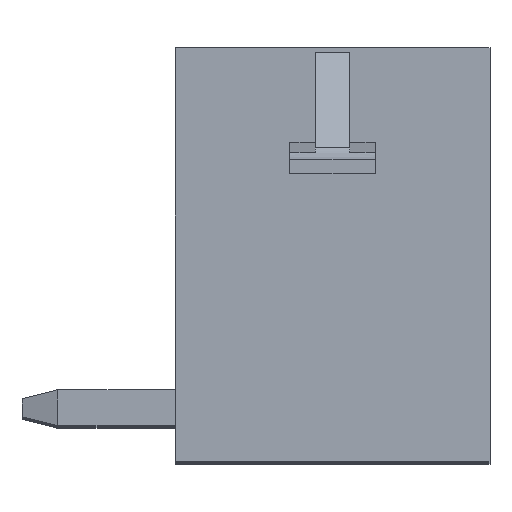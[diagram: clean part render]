
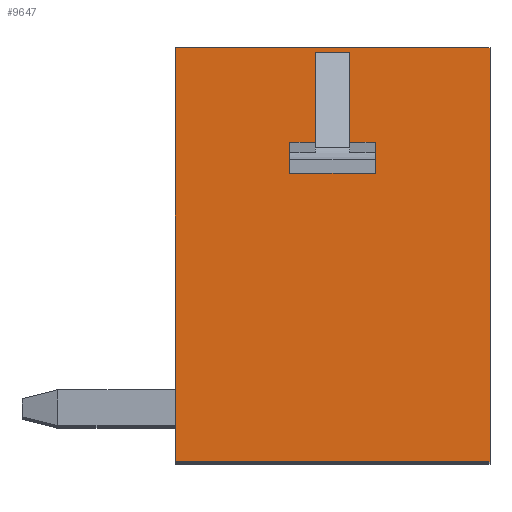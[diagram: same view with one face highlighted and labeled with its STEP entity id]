
A CAD part, top view. The second image highlights one B-rep face of the part: STEP entity #9647.
In plain terms, the highlighted planar face has unit normal (0, 0, 1).
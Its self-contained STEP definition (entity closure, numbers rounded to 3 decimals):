
#1628=DIRECTION('',(1.,0.,0.));
#1629=VECTOR('',#1628,7.);
#1630=CARTESIAN_POINT('',(-3.6,-3.853,0.));
#1631=LINE('',#1630,#1629);
#1632=DIRECTION('',(0.,-1.,0.));
#1633=VECTOR('',#1632,9.2);
#1634=CARTESIAN_POINT('',(-3.6,5.347,0.));
#1635=LINE('',#1634,#1633);
#1636=DIRECTION('',(-1.,0.,0.));
#1637=VECTOR('',#1636,7.);
#1638=CARTESIAN_POINT('',(3.4,5.347,0.));
#1639=LINE('',#1638,#1637);
#1640=DIRECTION('',(0.,1.,0.));
#1641=VECTOR('',#1640,9.2);
#1642=CARTESIAN_POINT('',(3.4,-3.853,0.));
#1643=LINE('',#1642,#1641);
#1644=DIRECTION('',(0.,1.,0.));
#1645=VECTOR('',#1644,0.495);
#1646=CARTESIAN_POINT('',(0.85,2.747,0.));
#1647=LINE('',#1646,#1645);
#1648=DIRECTION('',(-1.,0.,0.));
#1649=VECTOR('',#1648,0.76);
#1650=CARTESIAN_POINT('',(0.28,5.244,0.));
#1651=LINE('',#1650,#1649);
#1652=DIRECTION('',(1.,0.,0.));
#1653=VECTOR('',#1652,0.57);
#1654=CARTESIAN_POINT('',(-1.05,3.242,0.));
#1655=LINE('',#1654,#1653);
#1656=DIRECTION('',(0.,1.,0.));
#1657=VECTOR('',#1656,0.495);
#1658=CARTESIAN_POINT('',(-1.05,2.747,0.));
#1659=LINE('',#1658,#1657);
#1660=DIRECTION('',(-1.,0.,0.));
#1661=VECTOR('',#1660,1.9);
#1662=CARTESIAN_POINT('',(0.85,2.747,0.));
#1663=LINE('',#1662,#1661);
#1685=DIRECTION('',(-1.,0.,0.));
#1686=VECTOR('',#1685,0.57);
#1687=CARTESIAN_POINT('',(0.85,3.242,0.));
#1688=LINE('',#1687,#1686);
#1689=DIRECTION('',(0.,-1.,0.));
#1690=VECTOR('',#1689,2.002);
#1691=CARTESIAN_POINT('',(0.28,5.244,0.));
#1692=LINE('',#1691,#1690);
#1756=DIRECTION('',(0.,1.,0.));
#1757=VECTOR('',#1756,2.002);
#1758=CARTESIAN_POINT('',(-0.48,3.242,0.));
#1759=LINE('',#1758,#1757);
#6297=CARTESIAN_POINT('',(-3.6,-3.853,0.));
#6298=CARTESIAN_POINT('',(3.4,-3.853,0.));
#6299=VERTEX_POINT('',#6297);
#6300=VERTEX_POINT('',#6298);
#6301=CARTESIAN_POINT('',(3.4,5.347,0.));
#6302=VERTEX_POINT('',#6301);
#6303=CARTESIAN_POINT('',(-3.6,5.347,0.));
#6304=VERTEX_POINT('',#6303);
#7260=CARTESIAN_POINT('',(0.85,2.747,0.));
#7261=VERTEX_POINT('',#7260);
#7262=CARTESIAN_POINT('',(-1.05,2.747,0.));
#7263=VERTEX_POINT('',#7262);
#7265=CARTESIAN_POINT('',(-0.48,3.242,0.));
#7267=VERTEX_POINT('',#7265);
#7268=CARTESIAN_POINT('',(-0.48,5.244,0.));
#7269=VERTEX_POINT('',#7268);
#7270=CARTESIAN_POINT('',(-1.05,3.242,0.));
#7271=VERTEX_POINT('',#7270);
#7276=CARTESIAN_POINT('',(0.28,5.244,0.));
#7277=CARTESIAN_POINT('',(0.28,3.242,0.));
#7278=VERTEX_POINT('',#7276);
#7279=VERTEX_POINT('',#7277);
#7282=CARTESIAN_POINT('',(0.85,3.242,0.));
#7283=VERTEX_POINT('',#7282);
#9618=CARTESIAN_POINT('',(0.,0.,0.));
#9619=DIRECTION('',(0.,0.,1.));
#9620=DIRECTION('',(1.,0.,0.));
#9621=AXIS2_PLACEMENT_3D('',#9618,#9619,#9620);
#9622=PLANE('',#9621);
#9623=ORIENTED_EDGE('',*,*,#9245,.F.);
#9624=ORIENTED_EDGE('',*,*,#9022,.F.);
#9625=ORIENTED_EDGE('',*,*,#8453,.F.);
#9626=ORIENTED_EDGE('',*,*,#9343,.F.);
#9627=EDGE_LOOP('',(#9623,#9624,#9625,#9626));
#9628=FACE_OUTER_BOUND('',#9627,.F.);
#9630=ORIENTED_EDGE('',*,*,#9629,.T.);
#9632=ORIENTED_EDGE('',*,*,#9631,.T.);
#9634=ORIENTED_EDGE('',*,*,#9633,.F.);
#9636=ORIENTED_EDGE('',*,*,#9635,.T.);
#9638=ORIENTED_EDGE('',*,*,#9637,.F.);
#9640=ORIENTED_EDGE('',*,*,#9639,.F.);
#9642=ORIENTED_EDGE('',*,*,#9641,.F.);
#9644=ORIENTED_EDGE('',*,*,#9643,.F.);
#9645=EDGE_LOOP('',(#9630,#9632,#9634,#9636,#9638,#9640,#9642,#9644));
#9646=FACE_BOUND('',#9645,.F.);
#8453=EDGE_CURVE('',#6302,#6304,#1639,.T.);
#9022=EDGE_CURVE('',#6304,#6299,#1635,.T.);
#9245=EDGE_CURVE('',#6299,#6300,#1631,.T.);
#9343=EDGE_CURVE('',#6300,#6302,#1643,.T.);
#9629=EDGE_CURVE('',#7261,#7283,#1647,.T.);
#9631=EDGE_CURVE('',#7283,#7279,#1688,.T.);
#9633=EDGE_CURVE('',#7278,#7279,#1692,.T.);
#9635=EDGE_CURVE('',#7278,#7269,#1651,.T.);
#9637=EDGE_CURVE('',#7267,#7269,#1759,.T.);
#9639=EDGE_CURVE('',#7271,#7267,#1655,.T.);
#9641=EDGE_CURVE('',#7263,#7271,#1659,.T.);
#9643=EDGE_CURVE('',#7261,#7263,#1663,.T.);
#9647=ADVANCED_FACE('',(#9628,#9646),#9622,.T.);
